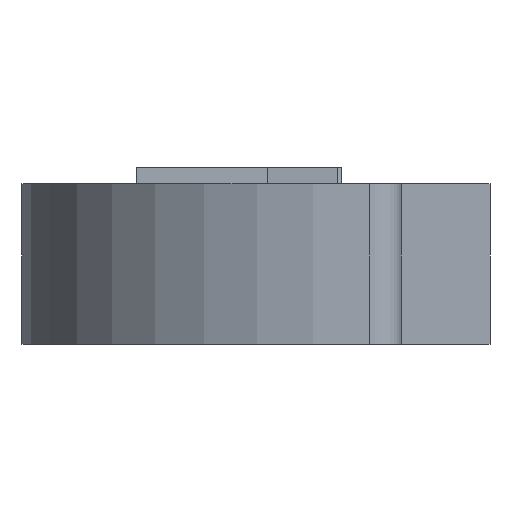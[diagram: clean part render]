
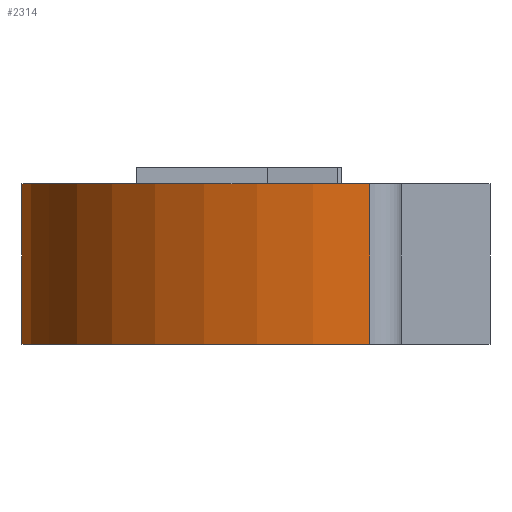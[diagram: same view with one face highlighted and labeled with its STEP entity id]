
A CAD part, left-side view. The second image highlights one B-rep face of the part: STEP entity #2314.
In plain terms, the highlighted cylindrical face has radius 41 mm (diameter 82 mm), a partial arc.
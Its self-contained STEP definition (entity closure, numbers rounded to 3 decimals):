
#72 = PLANE('',#73);
#73 = AXIS2_PLACEMENT_3D('',#74,#75,#76);
#74 = CARTESIAN_POINT('',(34.246,23.039,20.));
#75 = DIRECTION('',(0.,0.,1.));
#76 = DIRECTION('',(1.,0.,0.));
#126 = PLANE('',#127);
#127 = AXIS2_PLACEMENT_3D('',#128,#129,#130);
#128 = CARTESIAN_POINT('',(34.246,23.039,0.));
#129 = DIRECTION('',(0.,0.,1.));
#130 = DIRECTION('',(1.,0.,0.));
#692 = VERTEX_POINT('',#693);
#693 = CARTESIAN_POINT('',(42.77,54.407,0.));
#708 = CYLINDRICAL_SURFACE('',#709,17.);
#709 = AXIS2_PLACEMENT_3D('',#710,#711,#712);
#710 = CARTESIAN_POINT('',(49.954,39.,0.));
#711 = DIRECTION('',(-0.,-0.,-1.));
#712 = DIRECTION('',(1.,0.,0.));
#720 = EDGE_CURVE('',#692,#721,#723,.T.);
#721 = VERTEX_POINT('',#722);
#722 = CARTESIAN_POINT('',(-16.1,15.,0.));
#723 = SURFACE_CURVE('',#724,(#729,#736),.PCURVE_S1.);
#724 = CIRCLE('',#725,41.);
#725 = AXIS2_PLACEMENT_3D('',#726,#727,#728);
#726 = CARTESIAN_POINT('',(24.821,17.545,0.));
#727 = DIRECTION('',(0.,0.,1.));
#728 = DIRECTION('',(1.,0.,0.));
#729 = PCURVE('',#126,#730);
#730 = DEFINITIONAL_REPRESENTATION('',(#731),#735);
#731 = CIRCLE('',#732,41.);
#732 = AXIS2_PLACEMENT_2D('',#733,#734);
#733 = CARTESIAN_POINT('',(-9.425,-5.494));
#734 = DIRECTION('',(1.,0.));
#735 = ( GEOMETRIC_REPRESENTATION_CONTEXT(2) 
PARAMETRIC_REPRESENTATION_CONTEXT() REPRESENTATION_CONTEXT('2D SPACE',''
  ) );
#736 = PCURVE('',#737,#742);
#737 = CYLINDRICAL_SURFACE('',#738,41.);
#738 = AXIS2_PLACEMENT_3D('',#739,#740,#741);
#739 = CARTESIAN_POINT('',(24.821,17.545,0.));
#740 = DIRECTION('',(-0.,-0.,-1.));
#741 = DIRECTION('',(1.,0.,0.));
#742 = DEFINITIONAL_REPRESENTATION('',(#743),#747);
#743 = LINE('',#744,#745);
#744 = CARTESIAN_POINT('',(-0.,0.));
#745 = VECTOR('',#746,1.);
#746 = DIRECTION('',(-1.,0.));
#747 = ( GEOMETRIC_REPRESENTATION_CONTEXT(2) 
PARAMETRIC_REPRESENTATION_CONTEXT() REPRESENTATION_CONTEXT('2D SPACE',''
  ) );
#766 = CYLINDRICAL_SURFACE('',#767,3.9);
#767 = AXIS2_PLACEMENT_3D('',#768,#769,#770);
#768 = CARTESIAN_POINT('',(-12.2,15.,0.));
#769 = DIRECTION('',(-0.,-0.,-1.));
#770 = DIRECTION('',(1.,0.,0.));
#1135 = VERTEX_POINT('',#1136);
#1136 = CARTESIAN_POINT('',(42.77,54.407,20.));
#1158 = EDGE_CURVE('',#1135,#1159,#1161,.T.);
#1159 = VERTEX_POINT('',#1160);
#1160 = CARTESIAN_POINT('',(-16.1,15.,20.));
#1161 = SURFACE_CURVE('',#1162,(#1167,#1174),.PCURVE_S1.);
#1162 = CIRCLE('',#1163,41.);
#1163 = AXIS2_PLACEMENT_3D('',#1164,#1165,#1166);
#1164 = CARTESIAN_POINT('',(24.821,17.545,20.));
#1165 = DIRECTION('',(0.,0.,1.));
#1166 = DIRECTION('',(1.,0.,0.));
#1167 = PCURVE('',#72,#1168);
#1168 = DEFINITIONAL_REPRESENTATION('',(#1169),#1173);
#1169 = CIRCLE('',#1170,41.);
#1170 = AXIS2_PLACEMENT_2D('',#1171,#1172);
#1171 = CARTESIAN_POINT('',(-9.425,-5.494));
#1172 = DIRECTION('',(1.,0.));
#1173 = ( GEOMETRIC_REPRESENTATION_CONTEXT(2) 
PARAMETRIC_REPRESENTATION_CONTEXT() REPRESENTATION_CONTEXT('2D SPACE',''
  ) );
#1174 = PCURVE('',#737,#1175);
#1175 = DEFINITIONAL_REPRESENTATION('',(#1176),#1180);
#1176 = LINE('',#1177,#1178);
#1177 = CARTESIAN_POINT('',(-0.,-20.));
#1178 = VECTOR('',#1179,1.);
#1179 = DIRECTION('',(-1.,0.));
#1180 = ( GEOMETRIC_REPRESENTATION_CONTEXT(2) 
PARAMETRIC_REPRESENTATION_CONTEXT() REPRESENTATION_CONTEXT('2D SPACE',''
  ) );
#2293 = EDGE_CURVE('',#692,#1135,#2294,.T.);
#2294 = SURFACE_CURVE('',#2295,(#2299,#2306),.PCURVE_S1.);
#2295 = LINE('',#2296,#2297);
#2296 = CARTESIAN_POINT('',(42.77,54.407,0.));
#2297 = VECTOR('',#2298,1.);
#2298 = DIRECTION('',(0.,0.,1.));
#2299 = PCURVE('',#708,#2300);
#2300 = DEFINITIONAL_REPRESENTATION('',(#2301),#2305);
#2301 = LINE('',#2302,#2303);
#2302 = CARTESIAN_POINT('',(-2.007,0.));
#2303 = VECTOR('',#2304,1.);
#2304 = DIRECTION('',(-0.,-1.));
#2305 = ( GEOMETRIC_REPRESENTATION_CONTEXT(2) 
PARAMETRIC_REPRESENTATION_CONTEXT() REPRESENTATION_CONTEXT('2D SPACE',''
  ) );
#2306 = PCURVE('',#737,#2307);
#2307 = DEFINITIONAL_REPRESENTATION('',(#2308),#2312);
#2308 = LINE('',#2309,#2310);
#2309 = CARTESIAN_POINT('',(-1.118,0.));
#2310 = VECTOR('',#2311,1.);
#2311 = DIRECTION('',(-0.,-1.));
#2312 = ( GEOMETRIC_REPRESENTATION_CONTEXT(2) 
PARAMETRIC_REPRESENTATION_CONTEXT() REPRESENTATION_CONTEXT('2D SPACE',''
  ) );
#2314 = ADVANCED_FACE('',(#2315),#737,.T.);
#2315 = FACE_BOUND('',#2316,.F.);
#2316 = EDGE_LOOP('',(#2317,#2318,#2319,#2340));
#2317 = ORIENTED_EDGE('',*,*,#2293,.T.);
#2318 = ORIENTED_EDGE('',*,*,#1158,.T.);
#2319 = ORIENTED_EDGE('',*,*,#2320,.F.);
#2320 = EDGE_CURVE('',#721,#1159,#2321,.T.);
#2321 = SURFACE_CURVE('',#2322,(#2326,#2333),.PCURVE_S1.);
#2322 = LINE('',#2323,#2324);
#2323 = CARTESIAN_POINT('',(-16.1,15.,0.));
#2324 = VECTOR('',#2325,1.);
#2325 = DIRECTION('',(0.,0.,1.));
#2326 = PCURVE('',#737,#2327);
#2327 = DEFINITIONAL_REPRESENTATION('',(#2328),#2332);
#2328 = LINE('',#2329,#2330);
#2329 = CARTESIAN_POINT('',(-3.204,0.));
#2330 = VECTOR('',#2331,1.);
#2331 = DIRECTION('',(-0.,-1.));
#2332 = ( GEOMETRIC_REPRESENTATION_CONTEXT(2) 
PARAMETRIC_REPRESENTATION_CONTEXT() REPRESENTATION_CONTEXT('2D SPACE',''
  ) );
#2333 = PCURVE('',#766,#2334);
#2334 = DEFINITIONAL_REPRESENTATION('',(#2335),#2339);
#2335 = LINE('',#2336,#2337);
#2336 = CARTESIAN_POINT('',(-3.142,0.));
#2337 = VECTOR('',#2338,1.);
#2338 = DIRECTION('',(-0.,-1.));
#2339 = ( GEOMETRIC_REPRESENTATION_CONTEXT(2) 
PARAMETRIC_REPRESENTATION_CONTEXT() REPRESENTATION_CONTEXT('2D SPACE',''
  ) );
#2340 = ORIENTED_EDGE('',*,*,#720,.F.);
